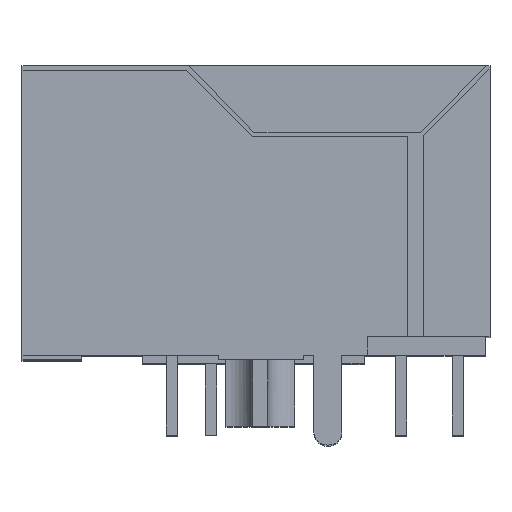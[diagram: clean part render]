
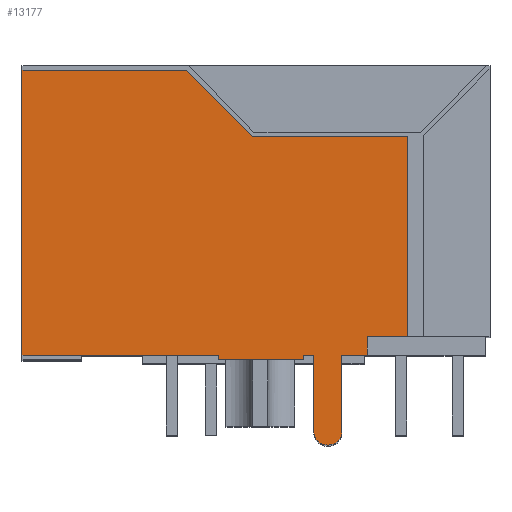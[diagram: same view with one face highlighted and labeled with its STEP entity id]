
A CAD part, top view. The second image highlights one B-rep face of the part: STEP entity #13177.
In plain terms, the highlighted planar face has unit normal (0, 0, 1).
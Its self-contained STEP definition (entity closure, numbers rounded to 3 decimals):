
#4403=DIRECTION('',(1.,0.,0.));
#4404=VECTOR('',#4403,7.416);
#4405=CARTESIAN_POINT('',(-10.55,6.325,22.8));
#4406=LINE('',#4405,#4404);
#4407=DIRECTION('',(0.702,-0.712,0.));
#4408=VECTOR('',#4407,4.213);
#4409=CARTESIAN_POINT('',(-3.134,6.325,22.8));
#4410=LINE('',#4409,#4408);
#4411=DIRECTION('',(1.,0.,0.));
#4412=VECTOR('',#4411,7.);
#4413=CARTESIAN_POINT('',(-0.175,3.325,22.8));
#4414=LINE('',#4413,#4412);
#4415=DIRECTION('',(0.,-1.,0.));
#4416=VECTOR('',#4415,9.01);
#4417=CARTESIAN_POINT('',(6.825,3.325,22.8));
#4418=LINE('',#4417,#4416);
#4419=DIRECTION('',(-1.,0.,0.));
#4420=VECTOR('',#4419,1.805);
#4421=CARTESIAN_POINT('',(6.825,-5.685,22.8));
#4422=LINE('',#4421,#4420);
#4423=DIRECTION('',(0.,1.,0.));
#4424=VECTOR('',#4423,0.84);
#4425=CARTESIAN_POINT('',(5.02,-6.525,22.8));
#4426=LINE('',#4425,#4424);
#4427=DIRECTION('',(1.,0.,0.));
#4428=VECTOR('',#4427,1.15);
#4429=CARTESIAN_POINT('',(3.87,-6.525,22.8));
#4430=LINE('',#4429,#4428);
#4431=CARTESIAN_POINT('',(3.27,-9.975,22.8));
#4432=DIRECTION('',(0.,0.,-1.));
#4433=DIRECTION('',(1.,0.,0.));
#4434=AXIS2_PLACEMENT_3D('',#4431,#4432,#4433);
#4436=CARTESIAN_POINT('',(3.21,-9.975,22.8));
#4437=DIRECTION('',(0.,0.,-1.));
#4438=DIRECTION('',(0.,-1.,0.));
#4439=AXIS2_PLACEMENT_3D('',#4436,#4437,#4438);
#4441=DIRECTION('',(0.,-1.,0.));
#4442=VECTOR('',#4441,3.45);
#4443=CARTESIAN_POINT('',(2.61,-6.525,22.8));
#4444=LINE('',#4443,#4442);
#4445=DIRECTION('',(1.,0.,0.));
#4446=VECTOR('',#4445,0.48);
#4447=CARTESIAN_POINT('',(2.13,-6.525,22.8));
#4448=LINE('',#4447,#4446);
#4449=DIRECTION('',(0.,-1.,0.));
#4450=VECTOR('',#4449,0.21);
#4451=CARTESIAN_POINT('',(-1.71,-6.525,22.8));
#4452=LINE('',#4451,#4450);
#4453=DIRECTION('',(1.,0.,0.));
#4454=VECTOR('',#4453,8.84);
#4455=CARTESIAN_POINT('',(-10.55,-6.525,22.8));
#4456=LINE('',#4455,#4454);
#4457=DIRECTION('',(0.,-1.,0.));
#4458=VECTOR('',#4457,12.85);
#4459=CARTESIAN_POINT('',(-10.55,6.325,22.8));
#4460=LINE('',#4459,#4458);
#4501=DIRECTION('',(0.,-1.,0.));
#4502=VECTOR('',#4501,3.45);
#4503=CARTESIAN_POINT('',(3.87,-6.525,22.8));
#4504=LINE('',#4503,#4502);
#4539=DIRECTION('',(1.,0.,0.));
#4540=VECTOR('',#4539,0.06);
#4541=CARTESIAN_POINT('',(3.21,-10.575,22.8));
#4542=LINE('',#4541,#4540);
#4543=DIRECTION('',(0.,-1.,0.));
#4544=VECTOR('',#4543,0.21);
#4545=CARTESIAN_POINT('',(2.13,-6.525,22.8));
#4546=LINE('',#4545,#4544);
#4645=DIRECTION('',(1.,0.,0.));
#4646=VECTOR('',#4645,3.84);
#4647=CARTESIAN_POINT('',(-1.71,-6.735,22.8));
#4648=LINE('',#4647,#4646);
#6177=CARTESIAN_POINT('',(-10.55,-6.525,22.8));
#6178=VERTEX_POINT('',#6177);
#6183=CARTESIAN_POINT('',(5.02,-6.525,22.8));
#6184=CARTESIAN_POINT('',(5.02,-5.685,22.8));
#6185=VERTEX_POINT('',#6183);
#6186=VERTEX_POINT('',#6184);
#6191=CARTESIAN_POINT('',(-1.71,-6.735,22.8));
#6192=CARTESIAN_POINT('',(2.13,-6.735,22.8));
#6193=VERTEX_POINT('',#6191);
#6194=VERTEX_POINT('',#6192);
#6203=CARTESIAN_POINT('',(2.13,-6.525,22.8));
#6205=VERTEX_POINT('',#6203);
#6213=CARTESIAN_POINT('',(-1.71,-6.525,22.8));
#6214=VERTEX_POINT('',#6213);
#6215=CARTESIAN_POINT('',(3.87,-6.525,22.8));
#6217=VERTEX_POINT('',#6215);
#6221=CARTESIAN_POINT('',(2.61,-6.525,22.8));
#6222=VERTEX_POINT('',#6221);
#6227=CARTESIAN_POINT('',(3.87,-9.975,22.8));
#6228=VERTEX_POINT('',#6227);
#6229=CARTESIAN_POINT('',(3.27,-10.575,22.8));
#6230=VERTEX_POINT('',#6229);
#6231=CARTESIAN_POINT('',(3.21,-10.575,22.8));
#6232=CARTESIAN_POINT('',(2.61,-9.975,22.8));
#6233=VERTEX_POINT('',#6231);
#6234=VERTEX_POINT('',#6232);
#6303=CARTESIAN_POINT('',(-3.134,6.325,22.8));
#6304=VERTEX_POINT('',#6303);
#6305=CARTESIAN_POINT('',(-0.175,3.325,22.8));
#6306=VERTEX_POINT('',#6305);
#6307=CARTESIAN_POINT('',(6.825,3.325,22.8));
#6308=VERTEX_POINT('',#6307);
#6315=CARTESIAN_POINT('',(-10.55,6.325,22.8));
#6316=VERTEX_POINT('',#6315);
#6317=CARTESIAN_POINT('',(6.825,-5.685,22.8));
#6318=VERTEX_POINT('',#6317);
#13139=CARTESIAN_POINT('',(0.,0.,22.8));
#13140=DIRECTION('',(0.,0.,1.));
#13141=DIRECTION('',(1.,0.,0.));
#13142=AXIS2_PLACEMENT_3D('',#13139,#13140,#13141);
#13143=PLANE('',#13142);
#13145=ORIENTED_EDGE('',*,*,#13144,.T.);
#13147=ORIENTED_EDGE('',*,*,#13146,.T.);
#13149=ORIENTED_EDGE('',*,*,#13148,.T.);
#13151=ORIENTED_EDGE('',*,*,#13150,.T.);
#13152=ORIENTED_EDGE('',*,*,#8333,.T.);
#13154=ORIENTED_EDGE('',*,*,#13153,.F.);
#13155=ORIENTED_EDGE('',*,*,#8436,.F.);
#13157=ORIENTED_EDGE('',*,*,#13156,.T.);
#13159=ORIENTED_EDGE('',*,*,#13158,.T.);
#13161=ORIENTED_EDGE('',*,*,#13160,.F.);
#13163=ORIENTED_EDGE('',*,*,#13162,.T.);
#13165=ORIENTED_EDGE('',*,*,#13164,.F.);
#13166=ORIENTED_EDGE('',*,*,#8428,.F.);
#13168=ORIENTED_EDGE('',*,*,#13167,.T.);
#13170=ORIENTED_EDGE('',*,*,#13169,.F.);
#13172=ORIENTED_EDGE('',*,*,#13171,.F.);
#13173=ORIENTED_EDGE('',*,*,#8388,.F.);
#13174=ORIENTED_EDGE('',*,*,#10359,.F.);
#13175=EDGE_LOOP('',(#13145,#13147,#13149,#13151,#13152,#13154,#13155,#13157,
#13159,#13161,#13163,#13165,#13166,#13168,#13170,#13172,#13173,#13174));
#13176=FACE_OUTER_BOUND('',#13175,.F.);
#4435=CIRCLE('',#4434,0.6);
#4440=CIRCLE('',#4439,0.6);
#8333=EDGE_CURVE('',#6318,#6186,#4422,.T.);
#8388=EDGE_CURVE('',#6178,#6214,#4456,.T.);
#8428=EDGE_CURVE('',#6205,#6222,#4448,.T.);
#8436=EDGE_CURVE('',#6217,#6185,#4430,.T.);
#10359=EDGE_CURVE('',#6316,#6178,#4460,.T.);
#13144=EDGE_CURVE('',#6316,#6304,#4406,.T.);
#13146=EDGE_CURVE('',#6304,#6306,#4410,.T.);
#13148=EDGE_CURVE('',#6306,#6308,#4414,.T.);
#13150=EDGE_CURVE('',#6308,#6318,#4418,.T.);
#13153=EDGE_CURVE('',#6185,#6186,#4426,.T.);
#13156=EDGE_CURVE('',#6217,#6228,#4504,.T.);
#13158=EDGE_CURVE('',#6228,#6230,#4435,.T.);
#13160=EDGE_CURVE('',#6233,#6230,#4542,.T.);
#13162=EDGE_CURVE('',#6233,#6234,#4440,.T.);
#13164=EDGE_CURVE('',#6222,#6234,#4444,.T.);
#13167=EDGE_CURVE('',#6205,#6194,#4546,.T.);
#13169=EDGE_CURVE('',#6193,#6194,#4648,.T.);
#13171=EDGE_CURVE('',#6214,#6193,#4452,.T.);
#13177=ADVANCED_FACE('',(#13176),#13143,.T.);
